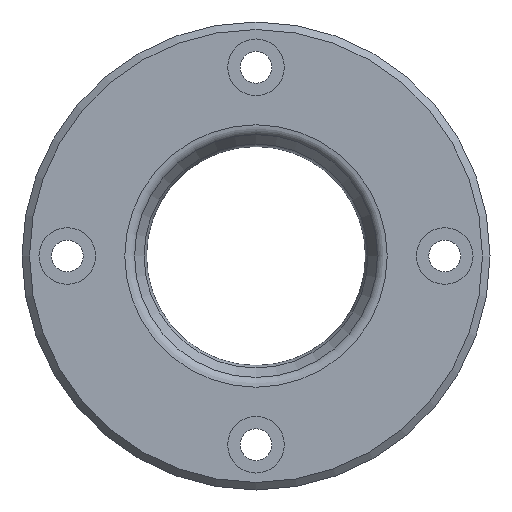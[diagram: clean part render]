
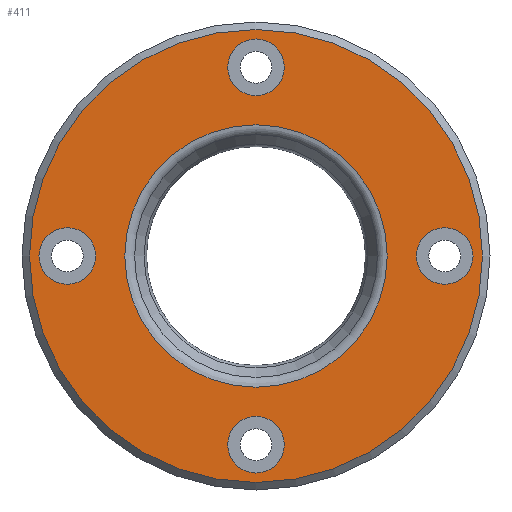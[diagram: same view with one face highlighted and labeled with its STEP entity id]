
A CAD part, front view. The second image highlights one B-rep face of the part: STEP entity #411.
In plain terms, the highlighted planar face has unit normal (0, -1, 0).
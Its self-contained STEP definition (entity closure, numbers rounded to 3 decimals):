
#8 = FACE_BOUND ( 'NONE', #482, .T. ) ;
#14 = DIRECTION ( 'NONE',  ( 0., 0., 1. ) ) ;
#21 = AXIS2_PLACEMENT_3D ( 'NONE', #369, #569, #228 ) ;
#31 = VERTEX_POINT ( 'NONE', #227 ) ;
#38 = EDGE_LOOP ( 'NONE', ( #201 ) ) ;
#43 = VERTEX_POINT ( 'NONE', #549 ) ;
#46 = ORIENTED_EDGE ( 'NONE', *, *, #540, .F. ) ;
#56 = DIRECTION ( 'NONE',  ( 0., 1., 0. ) ) ;
#63 = DIRECTION ( 'NONE',  ( 0., 0., 1. ) ) ;
#93 = VERTEX_POINT ( 'NONE', #284 ) ;
#106 = FACE_BOUND ( 'NONE', #239, .T. ) ;
#128 = AXIS2_PLACEMENT_3D ( 'NONE', #360, #474, #63 ) ;
#133 = CARTESIAN_POINT ( 'NONE',  ( 50., 0., -7.5 ) ) ;
#140 = AXIS2_PLACEMENT_3D ( 'NONE', #288, #575, #477 ) ;
#154 = PLANE ( 'NONE',  #272 ) ;
#156 = ORIENTED_EDGE ( 'NONE', *, *, #502, .F. ) ;
#179 = AXIS2_PLACEMENT_3D ( 'NONE', #303, #398, #355 ) ;
#200 = FACE_BOUND ( 'NONE', #38, .T. ) ;
#201 = ORIENTED_EDGE ( 'NONE', *, *, #243, .F. ) ;
#227 = CARTESIAN_POINT ( 'NONE',  ( -50., 0., -7.5 ) ) ;
#228 = DIRECTION ( 'NONE',  ( 0., 0., -1. ) ) ;
#239 = EDGE_LOOP ( 'NONE', ( #304 ) ) ;
#242 = FACE_BOUND ( 'NONE', #391, .T. ) ;
#243 = EDGE_CURVE ( 'NONE', #93, #93, #367, .T. ) ;
#244 = EDGE_LOOP ( 'NONE', ( #156 ) ) ;
#256 = ORIENTED_EDGE ( 'NONE', *, *, #324, .F. ) ;
#260 = CARTESIAN_POINT ( 'NONE',  ( 50., 0., 0. ) ) ;
#265 = DIRECTION ( 'NONE',  ( 0., 0., -1. ) ) ;
#272 = AXIS2_PLACEMENT_3D ( 'NONE', #385, #580, #573 ) ;
#275 = CARTESIAN_POINT ( 'NONE',  ( 0., 0., 34.774 ) ) ;
#278 = CARTESIAN_POINT ( 'NONE',  ( 0., 0., 42.5 ) ) ;
#284 = CARTESIAN_POINT ( 'NONE',  ( 0., 0., -57.5 ) ) ;
#286 = EDGE_LOOP ( 'NONE', ( #256 ) ) ;
#288 = CARTESIAN_POINT ( 'NONE',  ( -50., 0., 0. ) ) ;
#303 = CARTESIAN_POINT ( 'NONE',  ( 0., 0., 50. ) ) ;
#304 = ORIENTED_EDGE ( 'NONE', *, *, #314, .T. ) ;
#309 = AXIS2_PLACEMENT_3D ( 'NONE', #260, #491, #265 ) ;
#314 = EDGE_CURVE ( 'NONE', #361, #361, #435, .T. ) ;
#324 = EDGE_CURVE ( 'NONE', #43, #43, #356, .T. ) ;
#330 = AXIS2_PLACEMENT_3D ( 'NONE', #582, #56, #14 ) ;
#346 = FACE_BOUND ( 'NONE', #244, .T. ) ;
#355 = DIRECTION ( 'NONE',  ( 0., 0., -1. ) ) ;
#356 = CIRCLE ( 'NONE', #128, 60. ) ;
#360 = CARTESIAN_POINT ( 'NONE',  ( 0., 0., 0. ) ) ;
#361 = VERTEX_POINT ( 'NONE', #275 ) ;
#367 = CIRCLE ( 'NONE', #21, 7.5 ) ;
#369 = CARTESIAN_POINT ( 'NONE',  ( 0., 0., -50. ) ) ;
#373 = EDGE_CURVE ( 'NONE', #31, #31, #516, .T. ) ;
#385 = CARTESIAN_POINT ( 'NONE',  ( 34.774, 0., 0. ) ) ;
#389 = ORIENTED_EDGE ( 'NONE', *, *, #373, .F. ) ;
#391 = EDGE_LOOP ( 'NONE', ( #46 ) ) ;
#398 = DIRECTION ( 'NONE',  ( 0., -1., 0. ) ) ;
#411 = ADVANCED_FACE ( 'NONE', ( #242, #8, #200, #346, #427, #106 ), #154, .F. ) ;
#412 = VERTEX_POINT ( 'NONE', #133 ) ;
#427 = FACE_OUTER_BOUND ( 'NONE', #286, .T. ) ;
#435 = CIRCLE ( 'NONE', #330, 34.774 ) ;
#444 = CIRCLE ( 'NONE', #179, 7.5 ) ;
#474 = DIRECTION ( 'NONE',  ( 0., 1., 0. ) ) ;
#477 = DIRECTION ( 'NONE',  ( 0., 0., -1. ) ) ;
#482 = EDGE_LOOP ( 'NONE', ( #389 ) ) ;
#491 = DIRECTION ( 'NONE',  ( 0., -1., 0. ) ) ;
#502 = EDGE_CURVE ( 'NONE', #412, #412, #576, .T. ) ;
#511 = VERTEX_POINT ( 'NONE', #278 ) ;
#516 = CIRCLE ( 'NONE', #140, 7.5 ) ;
#540 = EDGE_CURVE ( 'NONE', #511, #511, #444, .T. ) ;
#549 = CARTESIAN_POINT ( 'NONE',  ( 0., 0., 60. ) ) ;
#569 = DIRECTION ( 'NONE',  ( 0., -1., 0. ) ) ;
#573 = DIRECTION ( 'NONE',  ( 0., 0., 1. ) ) ;
#575 = DIRECTION ( 'NONE',  ( 0., -1., 0. ) ) ;
#576 = CIRCLE ( 'NONE', #309, 7.5 ) ;
#580 = DIRECTION ( 'NONE',  ( 0., 1., 0. ) ) ;
#582 = CARTESIAN_POINT ( 'NONE',  ( 0., 0., 0. ) ) ;
